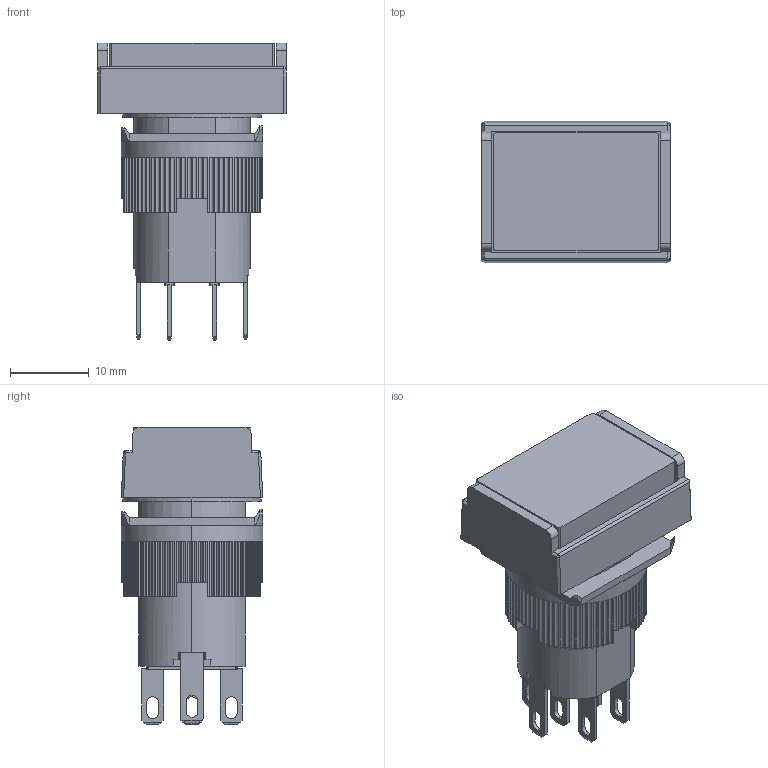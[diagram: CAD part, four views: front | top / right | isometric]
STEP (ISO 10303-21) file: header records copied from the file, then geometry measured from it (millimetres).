
FILE_DESCRIPTION (( 'STEP AP203' ), '1' );
FILE_NAME ('AR16F0N-C2E3Y.step', '2022-08-18T15:46:57', ( '' ), ( '' ), 'SwSTEP 2.0', 'SolidWorks 2021', '' );
FILE_SCHEMA (( 'CONFIG_CONTROL_DESIGN' ));
Length unit declared in the file: inch
Products named in the file (1): AR16F0N-C2E3Y
Bounding box: 24 x 18 x 37.9 mm (x, y, z)
Volume: 7275.1 mm3; surface area: 6003.7 mm2
Topology: 14 solids, 14 shells, 843 faces, 2373 edges, 1570 vertices
Faces by surface type: plane 656, cylinder 183, cone 4
Entity records: 27214 total; most frequent: CARTESIAN_POINT 4807, ORIENTED_EDGE 4738, DIRECTION 4595, EDGE_CURVE 2369, LINE 1815, VECTOR 1815, VERTEX_POINT 1570, AXIS2_PLACEMENT_3D 1390
